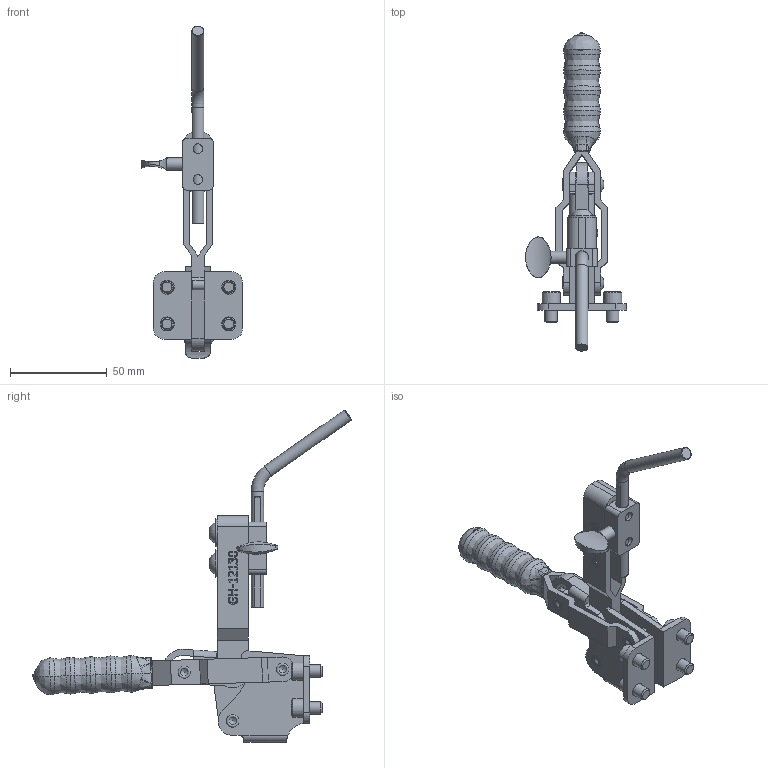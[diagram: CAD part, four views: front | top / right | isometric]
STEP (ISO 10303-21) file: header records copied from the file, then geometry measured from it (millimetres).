
FILE_DESCRIPTION(/* description */ (''),/* implementation_level */ '2;1');
FILE_NAME(/* name */ 'GH-12130-LF.stp',/* time_stamp */ '2023-02-07T08:35:13-05:00',/* author */ ('rwoods'),/* organization */ ('BIB design'),/* preprocessor_version */ 'ST-DEVELOPER v19.2',/* originating_system */ 'Autodesk Inventor 2023',/* authorisation */ ' ');
FILE_SCHEMA (('AUTOMOTIVE_DESIGN { 1 0 10303 214 3 1 1 }'));
Length unit declared in the file: inch
Products named in the file (16): GH-12130-LF; GH-12130; Part_1711; Part_2048; Part_2049; Part_6045; Part_7003; Part_15646; Part_14771; Part_127296; SHCS_UNC; 5-16-LF; Finger Support 5-16 RevC; Finger 1; ANSI B18.17 - 1/4-20 UNC - 0.5; Flanged, Button Head Cap Screw, 1/4-20 UNC X 0.5
Assembly tree (19 placements, depth 3):
  GH-12130-LF
    GH-12130
      Part_1711
      Part_2048
      Part_2049
      Part_6045
      Part_7003
      Part_15646
      Part_14771
      Part_127296
    SHCS_UNC  x4
    5-16-LF
      Finger Support 5-16 RevC
      Finger 1
      ANSI B18.17 - 1/4-20 UNC - 0.5
      Flanged, Button Head Cap Screw, 1/4-20 UNC X 0.5  x2
Bounding box: 52.15 x 164.43 x 171.22 mm (x, y, z)
Volume: 67986.2 mm3; surface area: 43381.4 mm2
Topology: 17 solids, 17 shells, 652 faces, 1730 edges, 1123 vertices
Faces by surface type: plane 304, bspline 185, cylinder 116, cone 22, torus 19, sphere 6
Full cylindrical faces by diameter (mm): 4 x3, 4.8 x6, 4.9 x6, 4.978 x6, 5 x2, 6.35 x9, 6.4 x2, 6.477 x1, 6.5 x2, 7.2 x4, 9.398 x4, 14.224 x2
Entity records: 27572 total; most frequent: CARTESIAN_POINT 12560, ORIENTED_EDGE 3172, DIRECTION 2455, EDGE_CURVE 1586, VERTEX_POINT 1048, LINE 871, VECTOR 871, AXIS2_PLACEMENT_3D 792
